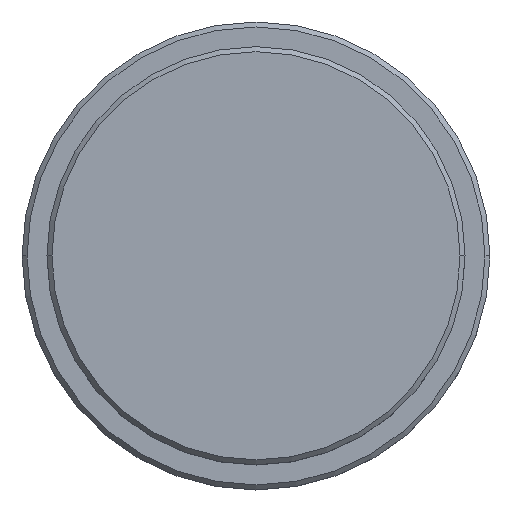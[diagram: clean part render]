
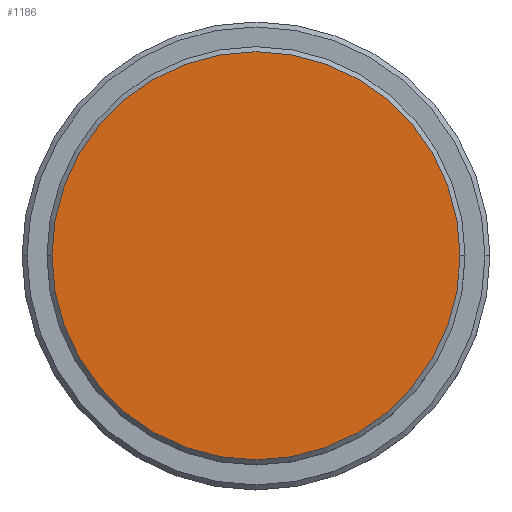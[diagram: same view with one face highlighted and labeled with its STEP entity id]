
A CAD part, top view. The second image highlights one B-rep face of the part: STEP entity #1186.
In plain terms, the highlighted planar face has unit normal (0, 0, 1).
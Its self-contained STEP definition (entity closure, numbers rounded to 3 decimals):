
#30 = CARTESIAN_POINT ( 'NONE',  ( 0., 0., 0. ) ) ;
#67 = ORIENTED_EDGE ( 'NONE', *, *, #334, .T. ) ;
#69 = CIRCLE ( 'NONE', #729, 20.5 ) ;
#106 = CIRCLE ( 'NONE', #417, 20.5 ) ;
#221 = VERTEX_POINT ( 'NONE', #595 ) ;
#267 = VERTEX_POINT ( 'NONE', #296 ) ;
#296 = CARTESIAN_POINT ( 'NONE',  ( 20.5, 0., 0. ) ) ;
#334 = EDGE_CURVE ( 'NONE', #221, #267, #106, .T. ) ;
#364 = DIRECTION ( 'NONE',  ( 0., 0., 1. ) ) ;
#417 = AXIS2_PLACEMENT_3D ( 'NONE', #1031, #364, #936 ) ;
#475 = DIRECTION ( 'NONE',  ( 1., 0., 0. ) ) ;
#515 = EDGE_LOOP ( 'NONE', ( #67, #1352 ) ) ;
#567 = DIRECTION ( 'NONE',  ( 0., 0., 1. ) ) ;
#595 = CARTESIAN_POINT ( 'NONE',  ( -20.5, 0., 0. ) ) ;
#599 = EDGE_CURVE ( 'NONE', #267, #221, #69, .T. ) ;
#661 = CARTESIAN_POINT ( 'NONE',  ( 0., 0., 0. ) ) ;
#729 = AXIS2_PLACEMENT_3D ( 'NONE', #30, #804, #475 ) ;
#804 = DIRECTION ( 'NONE',  ( 0., 0., 1. ) ) ;
#936 = DIRECTION ( 'NONE',  ( 1., 0., 0. ) ) ;
#980 = FACE_OUTER_BOUND ( 'NONE', #515, .T. ) ;
#1031 = CARTESIAN_POINT ( 'NONE',  ( 0., 0., 0. ) ) ;
#1186 = ADVANCED_FACE ( 'NONE', ( #980 ), #1188, .T. ) ;
#1188 = PLANE ( 'NONE',  #1375 ) ;
#1216 = DIRECTION ( 'NONE',  ( 1., 0., 0. ) ) ;
#1352 = ORIENTED_EDGE ( 'NONE', *, *, #599, .T. ) ;
#1375 = AXIS2_PLACEMENT_3D ( 'NONE', #661, #567, #1216 ) ;
